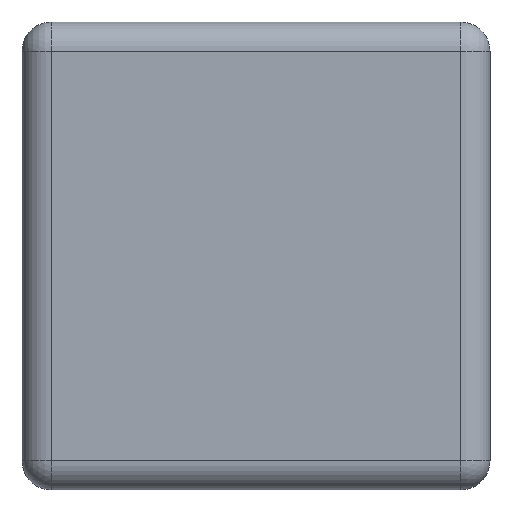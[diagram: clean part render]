
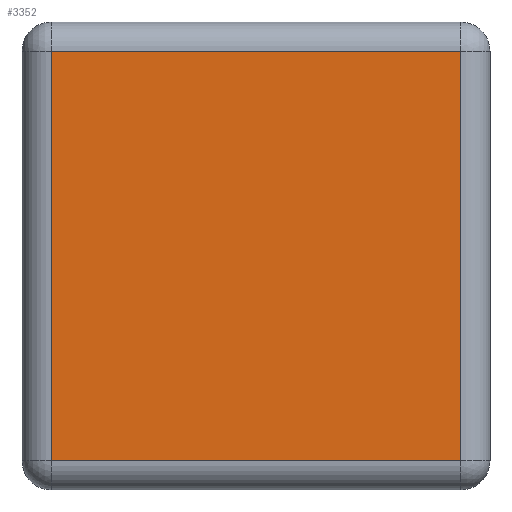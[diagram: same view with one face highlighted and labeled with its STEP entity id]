
A CAD part, left-side view. The second image highlights one B-rep face of the part: STEP entity #3352.
In plain terms, the highlighted planar face has unit normal (-1, 0, 0).
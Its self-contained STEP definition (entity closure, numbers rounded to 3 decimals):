
#206 = LINE ( 'NONE', #1279, #1769 ) ;
#221 = DIRECTION ( 'NONE',  ( 1., 0., 0. ) ) ;
#492 = DIRECTION ( 'NONE',  ( 0., 0., -1. ) ) ;
#566 = PLANE ( 'NONE',  #1674 ) ;
#806 = ORIENTED_EDGE ( 'NONE', *, *, #2375, .T. ) ;
#810 = CARTESIAN_POINT ( 'NONE',  ( -0.8, 0.35, 0.05 ) ) ;
#811 = EDGE_CURVE ( 'NONE', #3942, #3322, #2349, .T. ) ;
#855 = DIRECTION ( 'NONE',  ( 0., 0., -1. ) ) ;
#1229 = VERTEX_POINT ( 'NONE', #2026 ) ;
#1266 = FACE_OUTER_BOUND ( 'NONE', #4047, .T. ) ;
#1279 = CARTESIAN_POINT ( 'NONE',  ( -0.8, 0.35, 0.8 ) ) ;
#1470 = VECTOR ( 'NONE', #2314, 1000. ) ;
#1611 = LINE ( 'NONE', #3301, #1470 ) ;
#1674 = AXIS2_PLACEMENT_3D ( 'NONE', #1963, #221, #492 ) ;
#1769 = VECTOR ( 'NONE', #855, 1000. ) ;
#1832 = CARTESIAN_POINT ( 'NONE',  ( -0.8, -0.35, 0.75 ) ) ;
#1963 = CARTESIAN_POINT ( 'NONE',  ( -0.8, -0.4, 0.8 ) ) ;
#2026 = CARTESIAN_POINT ( 'NONE',  ( -0.8, -0.35, 0.05 ) ) ;
#2182 = VERTEX_POINT ( 'NONE', #810 ) ;
#2314 = DIRECTION ( 'NONE',  ( 0., 0., 1. ) ) ;
#2349 = LINE ( 'NONE', #3727, #3049 ) ;
#2375 = EDGE_CURVE ( 'NONE', #2182, #1229, #4266, .T. ) ;
#2874 = CARTESIAN_POINT ( 'NONE',  ( -0.8, -0.4, 0.05 ) ) ;
#2954 = CARTESIAN_POINT ( 'NONE',  ( -0.8, 0.35, 0.75 ) ) ;
#3049 = VECTOR ( 'NONE', #3812, 1000. ) ;
#3301 = CARTESIAN_POINT ( 'NONE',  ( -0.8, -0.35, 0.8 ) ) ;
#3322 = VERTEX_POINT ( 'NONE', #2954 ) ;
#3352 = ADVANCED_FACE ( 'NONE', ( #1266 ), #566, .F. ) ;
#3563 = EDGE_CURVE ( 'NONE', #1229, #3942, #1611, .T. ) ;
#3686 = ORIENTED_EDGE ( 'NONE', *, *, #3795, .T. ) ;
#3727 = CARTESIAN_POINT ( 'NONE',  ( -0.8, 0.4, 0.75 ) ) ;
#3795 = EDGE_CURVE ( 'NONE', #3322, #2182, #206, .T. ) ;
#3812 = DIRECTION ( 'NONE',  ( 0., 1., 0. ) ) ;
#3923 = DIRECTION ( 'NONE',  ( 0., -1., 0. ) ) ;
#3942 = VERTEX_POINT ( 'NONE', #1832 ) ;
#4047 = EDGE_LOOP ( 'NONE', ( #806, #4435, #4141, #3686 ) ) ;
#4123 = VECTOR ( 'NONE', #3923, 1000. ) ;
#4141 = ORIENTED_EDGE ( 'NONE', *, *, #811, .T. ) ;
#4266 = LINE ( 'NONE', #2874, #4123 ) ;
#4435 = ORIENTED_EDGE ( 'NONE', *, *, #3563, .T. ) ;
